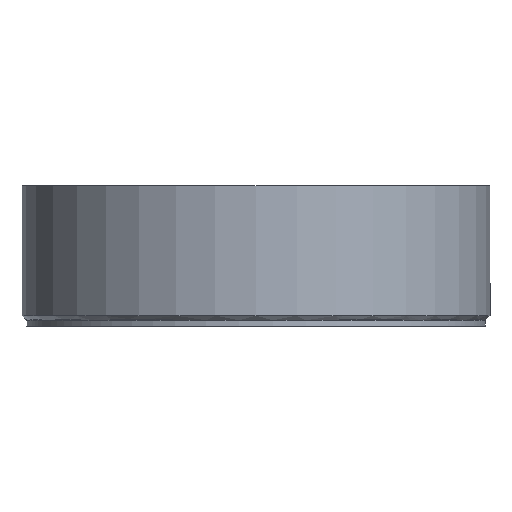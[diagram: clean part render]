
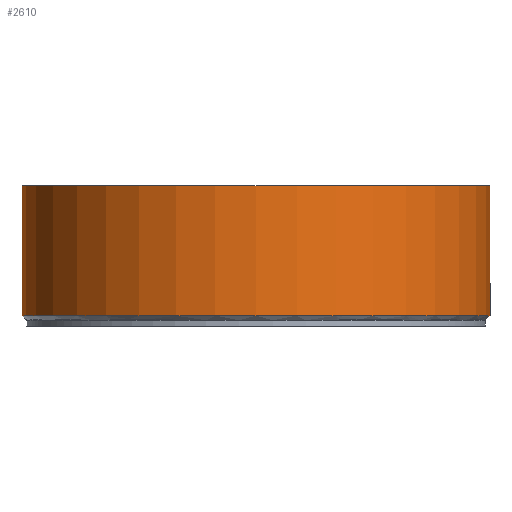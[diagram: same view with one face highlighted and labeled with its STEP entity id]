
A CAD part, front view. The second image highlights one B-rep face of the part: STEP entity #2610.
In plain terms, the highlighted cylindrical face has radius 100 mm (diameter 200 mm), a full revolution.
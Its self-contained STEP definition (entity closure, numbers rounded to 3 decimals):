
#2533 = PLANE('',#2534);
#2534 = AXIS2_PLACEMENT_3D('',#2535,#2536,#2537);
#2535 = CARTESIAN_POINT('',(0.,0.,60.));
#2536 = DIRECTION('',(0.,0.,1.));
#2537 = DIRECTION('',(0.,-1.,0.));
#2575 = EDGE_CURVE('',#2576,#2576,#2578,.T.);
#2576 = VERTEX_POINT('',#2577);
#2577 = CARTESIAN_POINT('',(0.,100.,60.));
#2578 = SURFACE_CURVE('',#2579,(#2584,#2595),.PCURVE_S1.);
#2579 = CIRCLE('',#2580,100.);
#2580 = AXIS2_PLACEMENT_3D('',#2581,#2582,#2583);
#2581 = CARTESIAN_POINT('',(0.,0.,60.));
#2582 = DIRECTION('',(0.,0.,-1.));
#2583 = DIRECTION('',(0.,1.,0.));
#2584 = PCURVE('',#2533,#2585);
#2585 = DEFINITIONAL_REPRESENTATION('',(#2586),#2594);
#2586 = ( BOUNDED_CURVE() B_SPLINE_CURVE(2,(#2587,#2588,#2589,#2590,
#2591,#2592,#2593),.UNSPECIFIED.,.T.,.F.) B_SPLINE_CURVE_WITH_KNOTS((1,2
    ,2,2,2,1),(-2.094,0.,2.094,4.189,
6.283,8.378),.UNSPECIFIED.) CURVE() 
GEOMETRIC_REPRESENTATION_ITEM() RATIONAL_B_SPLINE_CURVE((1.,0.5,1.,0.5,
1.,0.5,1.)) REPRESENTATION_ITEM('') );
#2587 = CARTESIAN_POINT('',(-100.,0.));
#2588 = CARTESIAN_POINT('',(-100.,173.205));
#2589 = CARTESIAN_POINT('',(50.,86.603));
#2590 = CARTESIAN_POINT('',(200.,0.));
#2591 = CARTESIAN_POINT('',(50.,-86.603));
#2592 = CARTESIAN_POINT('',(-100.,-173.205));
#2593 = CARTESIAN_POINT('',(-100.,0.));
#2594 = ( GEOMETRIC_REPRESENTATION_CONTEXT(2) 
PARAMETRIC_REPRESENTATION_CONTEXT() REPRESENTATION_CONTEXT('2D SPACE',''
  ) );
#2595 = PCURVE('',#2596,#2601);
#2596 = CYLINDRICAL_SURFACE('',#2597,100.);
#2597 = AXIS2_PLACEMENT_3D('',#2598,#2599,#2600);
#2598 = CARTESIAN_POINT('',(0.,0.,4.5));
#2599 = DIRECTION('',(0.,0.,1.));
#2600 = DIRECTION('',(0.,1.,0.));
#2601 = DEFINITIONAL_REPRESENTATION('',(#2602),#2606);
#2602 = LINE('',#2603,#2604);
#2603 = CARTESIAN_POINT('',(-0.,55.5));
#2604 = VECTOR('',#2605,1.);
#2605 = DIRECTION('',(-1.,0.));
#2606 = ( GEOMETRIC_REPRESENTATION_CONTEXT(2) 
PARAMETRIC_REPRESENTATION_CONTEXT() REPRESENTATION_CONTEXT('2D SPACE',''
  ) );
#2610 = ADVANCED_FACE('',(#2611),#2596,.T.);
#2611 = FACE_BOUND('',#2612,.F.);
#2612 = EDGE_LOOP('',(#2613,#2636,#2663,#2664));
#2613 = ORIENTED_EDGE('',*,*,#2614,.F.);
#2614 = EDGE_CURVE('',#2615,#2576,#2617,.T.);
#2615 = VERTEX_POINT('',#2616);
#2616 = CARTESIAN_POINT('',(0.,100.,4.5));
#2617 = SEAM_CURVE('',#2618,(#2622,#2629),.PCURVE_S1.);
#2618 = LINE('',#2619,#2620);
#2619 = CARTESIAN_POINT('',(0.,100.,4.5));
#2620 = VECTOR('',#2621,1.);
#2621 = DIRECTION('',(0.,0.,1.));
#2622 = PCURVE('',#2596,#2623);
#2623 = DEFINITIONAL_REPRESENTATION('',(#2624),#2628);
#2624 = LINE('',#2625,#2626);
#2625 = CARTESIAN_POINT('',(-0.,0.));
#2626 = VECTOR('',#2627,1.);
#2627 = DIRECTION('',(-0.,1.));
#2628 = ( GEOMETRIC_REPRESENTATION_CONTEXT(2) 
PARAMETRIC_REPRESENTATION_CONTEXT() REPRESENTATION_CONTEXT('2D SPACE',''
  ) );
#2629 = PCURVE('',#2596,#2630);
#2630 = DEFINITIONAL_REPRESENTATION('',(#2631),#2635);
#2631 = LINE('',#2632,#2633);
#2632 = CARTESIAN_POINT('',(-6.283,0.));
#2633 = VECTOR('',#2634,1.);
#2634 = DIRECTION('',(-0.,1.));
#2635 = ( GEOMETRIC_REPRESENTATION_CONTEXT(2) 
PARAMETRIC_REPRESENTATION_CONTEXT() REPRESENTATION_CONTEXT('2D SPACE',''
  ) );
#2636 = ORIENTED_EDGE('',*,*,#2637,.T.);
#2637 = EDGE_CURVE('',#2615,#2615,#2638,.T.);
#2638 = SURFACE_CURVE('',#2639,(#2644,#2651),.PCURVE_S1.);
#2639 = CIRCLE('',#2640,100.);
#2640 = AXIS2_PLACEMENT_3D('',#2641,#2642,#2643);
#2641 = CARTESIAN_POINT('',(0.,0.,4.5));
#2642 = DIRECTION('',(0.,0.,-1.));
#2643 = DIRECTION('',(0.,1.,0.));
#2644 = PCURVE('',#2596,#2645);
#2645 = DEFINITIONAL_REPRESENTATION('',(#2646),#2650);
#2646 = LINE('',#2647,#2648);
#2647 = CARTESIAN_POINT('',(-0.,0.));
#2648 = VECTOR('',#2649,1.);
#2649 = DIRECTION('',(-1.,0.));
#2650 = ( GEOMETRIC_REPRESENTATION_CONTEXT(2) 
PARAMETRIC_REPRESENTATION_CONTEXT() REPRESENTATION_CONTEXT('2D SPACE',''
  ) );
#2651 = PCURVE('',#2652,#2657);
#2652 = CONICAL_SURFACE('',#2653,98.,0.785);
#2653 = AXIS2_PLACEMENT_3D('',#2654,#2655,#2656);
#2654 = CARTESIAN_POINT('',(0.,0.,2.5));
#2655 = DIRECTION('',(0.,0.,1.));
#2656 = DIRECTION('',(0.,1.,0.));
#2657 = DEFINITIONAL_REPRESENTATION('',(#2658),#2662);
#2658 = LINE('',#2659,#2660);
#2659 = CARTESIAN_POINT('',(-0.,2.));
#2660 = VECTOR('',#2661,1.);
#2661 = DIRECTION('',(-1.,0.));
#2662 = ( GEOMETRIC_REPRESENTATION_CONTEXT(2) 
PARAMETRIC_REPRESENTATION_CONTEXT() REPRESENTATION_CONTEXT('2D SPACE',''
  ) );
#2663 = ORIENTED_EDGE('',*,*,#2614,.T.);
#2664 = ORIENTED_EDGE('',*,*,#2575,.F.);
